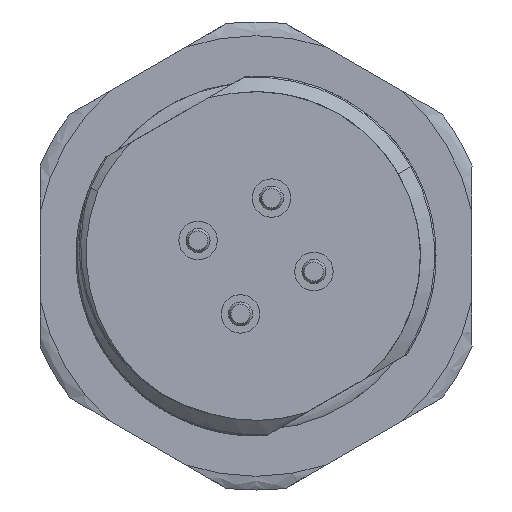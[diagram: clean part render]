
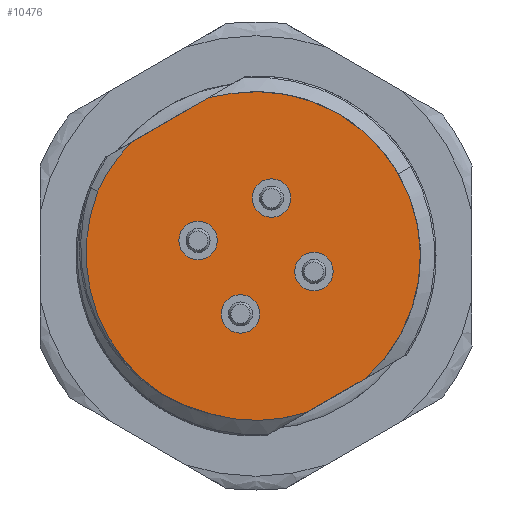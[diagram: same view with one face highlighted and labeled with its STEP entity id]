
A CAD part, front view. The second image highlights one B-rep face of the part: STEP entity #10476.
In plain terms, the highlighted planar face has unit normal (0, -1, 0).
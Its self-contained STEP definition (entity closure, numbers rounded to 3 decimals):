
#531=DIRECTION('',(-0.866,0.,-0.5));
#532=VECTOR('',#531,3.714);
#533=CARTESIAN_POINT('',(-1.977,-8.,6.595));
#534=LINE('',#533,#532);
#1159=DIRECTION('',(0.866,0.,0.5));
#1160=VECTOR('',#1159,2.851);
#1161=CARTESIAN_POINT('',(2.115,-8.,-6.515));
#1162=LINE('',#1161,#1160);
#1914=CARTESIAN_POINT('',(-1.954,-8.,-6.565));
#2008=CARTESIAN_POINT('',(-5.193,-8.,4.738));
#2010=CARTESIAN_POINT('',(-5.193,-8.,4.738));
#2011=CARTESIAN_POINT('',(-5.338,-8.,4.591));
#2012=CARTESIAN_POINT('',(-5.614,-8.,
4.284));
#2013=CARTESIAN_POINT('',(-5.988,-8.,
3.788));
#2014=CARTESIAN_POINT('',(-6.317,-8.,
3.261));
#2015=CARTESIAN_POINT('',(-6.504,-8.,
2.895));
#2016=CARTESIAN_POINT('',(-6.59,-8.,
2.708));
#2023=CARTESIAN_POINT('',(0.,-8.,0.));
#2024=DIRECTION('',(0.,1.,0.));
#2025=DIRECTION('',(0.309,0.,-0.951));
#2026=AXIS2_PLACEMENT_3D('',#2023,#2024,#2025);
#2028=CARTESIAN_POINT('',(-2.415,-8.,0.647));
#2029=DIRECTION('',(0.,-1.,0.));
#2030=DIRECTION('',(0.5,0.,-0.866));
#2031=AXIS2_PLACEMENT_3D('',#2028,#2029,#2030);
#2033=CARTESIAN_POINT('',(-2.415,-8.,0.647));
#2034=DIRECTION('',(0.,-1.,0.));
#2035=DIRECTION('',(-0.5,0.,0.866));
#2036=AXIS2_PLACEMENT_3D('',#2033,#2034,#2035);
#2038=CARTESIAN_POINT('',(0.647,-8.,2.415));
#2039=DIRECTION('',(0.,-1.,0.));
#2040=DIRECTION('',(-0.866,0.,-0.5));
#2041=AXIS2_PLACEMENT_3D('',#2038,#2039,#2040);
#2043=CARTESIAN_POINT('',(0.647,-8.,2.415));
#2044=DIRECTION('',(0.,-1.,0.));
#2045=DIRECTION('',(0.866,0.,0.5));
#2046=AXIS2_PLACEMENT_3D('',#2043,#2044,#2045);
#2048=CARTESIAN_POINT('',(2.415,-8.,-0.647));
#2049=DIRECTION('',(0.,-1.,0.));
#2050=DIRECTION('',(-0.5,0.,0.866));
#2051=AXIS2_PLACEMENT_3D('',#2048,#2049,#2050);
#2053=CARTESIAN_POINT('',(2.415,-8.,-0.647));
#2054=DIRECTION('',(0.,-1.,0.));
#2055=DIRECTION('',(0.5,0.,-0.866));
#2056=AXIS2_PLACEMENT_3D('',#2053,#2054,#2055);
#2058=CARTESIAN_POINT('',(-0.647,-8.,-2.415));
#2059=DIRECTION('',(0.,-1.,0.));
#2060=DIRECTION('',(0.866,0.,0.5));
#2061=AXIS2_PLACEMENT_3D('',#2058,#2059,#2060);
#2063=CARTESIAN_POINT('',(-0.647,-8.,-2.415));
#2064=DIRECTION('',(0.,-1.,0.));
#2065=DIRECTION('',(-0.866,0.,-0.5));
#2066=AXIS2_PLACEMENT_3D('',#2063,#2064,#2065);
#2068=CARTESIAN_POINT('',(-1.977,-8.,6.595));
#2096=CARTESIAN_POINT('',(-1.042,-8.,
6.77));
#2097=CARTESIAN_POINT('',(-1.148,-8.,
6.758));
#2098=CARTESIAN_POINT('',(-1.359,-8.,
6.728));
#2099=CARTESIAN_POINT('',(-1.668,-8.,
6.67));
#2100=CARTESIAN_POINT('',(-1.874,-8.,6.622));
#2101=CARTESIAN_POINT('',(-1.977,-8.,6.595));
#2526=CARTESIAN_POINT('',(0.,-8.,0.));
#2527=DIRECTION('',(0.,-1.,0.));
#2528=DIRECTION('',(0.669,0.,-0.743));
#2529=AXIS2_PLACEMENT_3D('',#2526,#2527,#2528);
#2531=CARTESIAN_POINT('',(-1.042,-8.,
6.77));
#2567=CARTESIAN_POINT('',(-4.801,-8.,
-5.066));
#2568=CARTESIAN_POINT('',(-4.674,-8.,
-5.182));
#2569=CARTESIAN_POINT('',(-4.408,-8.,
-5.405));
#2570=CARTESIAN_POINT('',(-3.97,-8.,
-5.714));
#2571=CARTESIAN_POINT('',(-3.498,-8.,
-5.99));
#2572=CARTESIAN_POINT('',(-2.999,-8.,
-6.228));
#2573=CARTESIAN_POINT('',(-2.481,-8.,
-6.423));
#2574=CARTESIAN_POINT('',(-2.131,-8.,
-6.523));
#2575=CARTESIAN_POINT('',(-1.954,-8.,
-6.565));
#2597=CARTESIAN_POINT('',(-6.59,-8.,
2.708));
#2598=CARTESIAN_POINT('',(-6.67,-8.,
2.504));
#2599=CARTESIAN_POINT('',(-6.81,-8.,
2.09));
#2600=CARTESIAN_POINT('',(-6.963,-8.,
1.452));
#2601=CARTESIAN_POINT('',(-7.056,-8.,
0.802));
#2602=CARTESIAN_POINT('',(-7.089,-8.,
0.147));
#2603=CARTESIAN_POINT('',(-7.061,-8.,
-0.506));
#2604=CARTESIAN_POINT('',(-6.973,-8.,
-1.154));
#2605=CARTESIAN_POINT('',(-6.826,-8.,
-1.789));
#2606=CARTESIAN_POINT('',(-6.621,-8.,
-2.408));
#2607=CARTESIAN_POINT('',(-6.36,-8.,
-3.005));
#2608=CARTESIAN_POINT('',(-6.045,-8.,
-3.575));
#2609=CARTESIAN_POINT('',(-5.679,-8.,
-4.112));
#2610=CARTESIAN_POINT('',(-5.266,-8.,
-4.612));
#2611=CARTESIAN_POINT('',(-4.961,-8.,
-4.919));
#2612=CARTESIAN_POINT('',(-4.801,-8.,
-5.066));
#7133=VERTEX_POINT('',#2531);
#7135=CARTESIAN_POINT('',(-6.59,-8.,
2.708));
#7137=VERTEX_POINT('',#7135);
#7144=VERTEX_POINT('',#1914);
#7145=VERTEX_POINT('',#2567);
#7203=CARTESIAN_POINT('',(4.585,-8.,-5.09));
#7205=VERTEX_POINT('',#7203);
#7230=CARTESIAN_POINT('',(2.115,-8.,-6.515));
#7232=VERTEX_POINT('',#7230);
#7252=VERTEX_POINT('',#2008);
#7290=VERTEX_POINT('',#2068);
#7825=CARTESIAN_POINT('',(-2.015,-8.,-0.046));
#7826=CARTESIAN_POINT('',(-2.815,-8.,1.34));
#7827=VERTEX_POINT('',#7825);
#7828=VERTEX_POINT('',#7826);
#7929=CARTESIAN_POINT('',(-0.046,-8.,2.015));
#7930=CARTESIAN_POINT('',(1.34,-8.,2.815));
#7931=VERTEX_POINT('',#7929);
#7932=VERTEX_POINT('',#7930);
#8033=CARTESIAN_POINT('',(2.015,-8.,0.046));
#8034=CARTESIAN_POINT('',(2.815,-8.,-1.34));
#8035=VERTEX_POINT('',#8033);
#8036=VERTEX_POINT('',#8034);
#8137=CARTESIAN_POINT('',(0.046,-8.,-2.015));
#8138=CARTESIAN_POINT('',(-1.34,-8.,-2.815));
#8139=VERTEX_POINT('',#8137);
#8140=VERTEX_POINT('',#8138);
#10433=CARTESIAN_POINT('',(0.,-8.,0.));
#10434=DIRECTION('',(0.,-1.,0.));
#10435=DIRECTION('',(0.866,0.,0.5));
#10436=AXIS2_PLACEMENT_3D('',#10433,#10434,#10435);
#10437=PLANE('',#10436);
#10438=ORIENTED_EDGE('',*,*,#8892,.F.);
#10440=ORIENTED_EDGE('',*,*,#10439,.F.);
#10442=ORIENTED_EDGE('',*,*,#10441,.F.);
#10443=ORIENTED_EDGE('',*,*,#9598,.F.);
#10444=ORIENTED_EDGE('',*,*,#10281,.T.);
#10446=ORIENTED_EDGE('',*,*,#10445,.F.);
#10448=ORIENTED_EDGE('',*,*,#10447,.F.);
#10449=ORIENTED_EDGE('',*,*,#10425,.F.);
#10450=EDGE_LOOP('',(#10438,#10440,#10442,#10443,#10444,#10446,#10448,#10449));
#10451=FACE_OUTER_BOUND('',#10450,.F.);
#10453=ORIENTED_EDGE('',*,*,#10452,.T.);
#10455=ORIENTED_EDGE('',*,*,#10454,.T.);
#10456=EDGE_LOOP('',(#10453,#10455));
#10457=FACE_BOUND('',#10456,.F.);
#10459=ORIENTED_EDGE('',*,*,#10458,.T.);
#10461=ORIENTED_EDGE('',*,*,#10460,.T.);
#10462=EDGE_LOOP('',(#10459,#10461));
#10463=FACE_BOUND('',#10462,.F.);
#10465=ORIENTED_EDGE('',*,*,#10464,.T.);
#10467=ORIENTED_EDGE('',*,*,#10466,.T.);
#10468=EDGE_LOOP('',(#10465,#10467));
#10469=FACE_BOUND('',#10468,.F.);
#10471=ORIENTED_EDGE('',*,*,#10470,.T.);
#10473=ORIENTED_EDGE('',*,*,#10472,.T.);
#10474=EDGE_LOOP('',(#10471,#10473));
#10475=FACE_BOUND('',#10474,.F.);
#2017=B_SPLINE_CURVE_WITH_KNOTS('',3,(#2010,#2011,#2012,#2013,#2014,#2015,
#2016),.UNSPECIFIED.,.F.,.F.,(4,1,1,1,4),(0.,0.25,0.5,0.75,1.),
.UNSPECIFIED.);
#2027=CIRCLE('',#2026,6.85);
#2032=CIRCLE('',#2031,0.8);
#2037=CIRCLE('',#2036,0.8);
#2042=CIRCLE('',#2041,0.8);
#2047=CIRCLE('',#2046,0.8);
#2052=CIRCLE('',#2051,0.8);
#2057=CIRCLE('',#2056,0.8);
#2062=CIRCLE('',#2061,0.8);
#2067=CIRCLE('',#2066,0.8);
#2102=B_SPLINE_CURVE_WITH_KNOTS('',3,(#2096,#2097,#2098,#2099,#2100,#2101),
.UNSPECIFIED.,.F.,.F.,(4,1,1,4),(0.,0.333,0.667,1.),
.UNSPECIFIED.);
#2530=CIRCLE('',#2529,6.85);
#2576=B_SPLINE_CURVE_WITH_KNOTS('',3,(#2567,#2568,#2569,#2570,#2571,#2572,#2573,
#2574,#2575),.UNSPECIFIED.,.F.,.F.,(4,1,1,1,1,1,4),(0.,0.167,
0.333,0.5,0.667,0.833,1.),
.UNSPECIFIED.);
#2613=B_SPLINE_CURVE_WITH_KNOTS('',3,(#2597,#2598,#2599,#2600,#2601,#2602,#2603,
#2604,#2605,#2606,#2607,#2608,#2609,#2610,#2611,#2612),.UNSPECIFIED.,.F.,.F.,(4,
1,1,1,1,1,1,1,1,1,1,1,1,4),(0.,0.077,0.154,
0.231,0.308,0.385,0.462,
0.538,0.615,0.692,0.769,
0.846,0.923,1.),.UNSPECIFIED.);
#8892=EDGE_CURVE('',#7290,#7252,#534,.T.);
#9598=EDGE_CURVE('',#7232,#7205,#1162,.T.);
#10281=EDGE_CURVE('',#7232,#7144,#2027,.T.);
#10425=EDGE_CURVE('',#7252,#7137,#2017,.T.);
#10439=EDGE_CURVE('',#7133,#7290,#2102,.T.);
#10441=EDGE_CURVE('',#7205,#7133,#2530,.T.);
#10445=EDGE_CURVE('',#7145,#7144,#2576,.T.);
#10447=EDGE_CURVE('',#7137,#7145,#2613,.T.);
#10452=EDGE_CURVE('',#7827,#7828,#2032,.T.);
#10454=EDGE_CURVE('',#7828,#7827,#2037,.T.);
#10458=EDGE_CURVE('',#7931,#7932,#2042,.T.);
#10460=EDGE_CURVE('',#7932,#7931,#2047,.T.);
#10464=EDGE_CURVE('',#8035,#8036,#2052,.T.);
#10466=EDGE_CURVE('',#8036,#8035,#2057,.T.);
#10470=EDGE_CURVE('',#8139,#8140,#2062,.T.);
#10472=EDGE_CURVE('',#8140,#8139,#2067,.T.);
#10476=ADVANCED_FACE('',(#10451,#10457,#10463,#10469,#10475),#10437,.T.);
